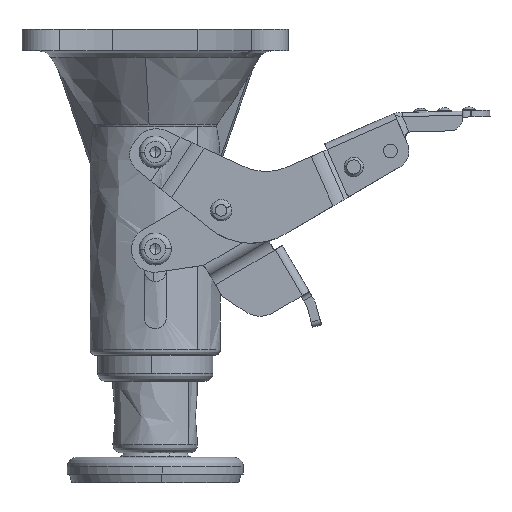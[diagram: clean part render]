
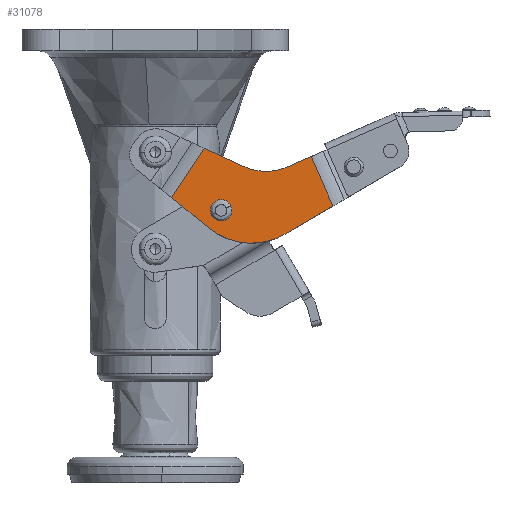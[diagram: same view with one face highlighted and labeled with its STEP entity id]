
A CAD part, front view. The second image highlights one B-rep face of the part: STEP entity #31078.
In plain terms, the highlighted free-form (B-spline) face has degree [1, 1] with [2, 2] control points.
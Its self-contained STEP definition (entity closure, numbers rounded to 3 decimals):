
#28629=CARTESIAN_POINT('',(27.328,-30.8,-69.342));
#28630=VERTEX_POINT('',#28629);
#28636=CARTESIAN_POINT('',(24.717,-30.8,-64.864));
#28637=VERTEX_POINT('',#28636);
#28638=CARTESIAN_POINT('',(27.328,-30.8,-69.342));
#28639=CARTESIAN_POINT('',(27.717,-30.8,-68.654));
#28640=CARTESIAN_POINT('',(27.717,-30.8,-67.864));
#28641=CARTESIAN_POINT('',(27.717,-30.8,-64.864));
#28642=CARTESIAN_POINT('',(24.717,-30.8,-64.864));
#28650=(BOUNDED_CURVE()B_SPLINE_CURVE(2,(#28638,#28639,#28640,#28641,#28642),.UNSPECIFIED.,.F.,.U.)B_SPLINE_CURVE_WITH_KNOTS((3,2,3),(0.166,0.25,0.5),.UNSPECIFIED.)CURVE()GEOMETRIC_REPRESENTATION_ITEM()RATIONAL_B_SPLINE_CURVE((0.869,0.902,1.0,0.707,1.0))REPRESENTATION_ITEM(''));
#28651=EDGE_CURVE('',#28630,#28637,#28650,.T.);
#28653=CARTESIAN_POINT('',(22.106,-30.8,-66.387));
#28654=VERTEX_POINT('',#28653);
#28655=CARTESIAN_POINT('',(24.717,-30.8,-64.864));
#28656=CARTESIAN_POINT('',(22.968,-30.8,-64.864));
#28657=CARTESIAN_POINT('',(22.106,-30.8,-66.387));
#28665=(BOUNDED_CURVE()B_SPLINE_CURVE(2,(#28655,#28656,#28657),.UNSPECIFIED.,.F.,.U.)B_SPLINE_CURVE_WITH_KNOTS((3,3),(0.5,0.666),.UNSPECIFIED.)CURVE()GEOMETRIC_REPRESENTATION_ITEM()RATIONAL_B_SPLINE_CURVE((1.0,0.805,0.869))REPRESENTATION_ITEM(''));
#28666=EDGE_CURVE('',#28637,#28654,#28665,.T.);
#28700=CARTESIAN_POINT('',(24.717,-30.8,-70.864));
#28701=VERTEX_POINT('',#28700);
#28702=CARTESIAN_POINT('',(22.106,-30.8,-66.387));
#28703=CARTESIAN_POINT('',(21.717,-30.8,-67.075));
#28704=CARTESIAN_POINT('',(21.717,-30.8,-67.864));
#28705=CARTESIAN_POINT('',(21.717,-30.8,-70.864));
#28706=CARTESIAN_POINT('',(24.717,-30.8,-70.864));
#28714=(BOUNDED_CURVE()B_SPLINE_CURVE(2,(#28702,#28703,#28704,#28705,#28706),.UNSPECIFIED.,.F.,.U.)B_SPLINE_CURVE_WITH_KNOTS((3,2,3),(0.666,0.75,1.0),.UNSPECIFIED.)CURVE()GEOMETRIC_REPRESENTATION_ITEM()RATIONAL_B_SPLINE_CURVE((0.869,0.902,1.0,0.707,1.0))REPRESENTATION_ITEM(''));
#28715=EDGE_CURVE('',#28654,#28701,#28714,.T.);
#28717=CARTESIAN_POINT('',(24.717,-30.8,-70.864));
#28718=CARTESIAN_POINT('',(26.467,-30.8,-70.864));
#28719=CARTESIAN_POINT('',(27.328,-30.8,-69.342));
#28727=(BOUNDED_CURVE()B_SPLINE_CURVE(2,(#28717,#28718,#28719),.UNSPECIFIED.,.F.,.U.)B_SPLINE_CURVE_WITH_KNOTS((3,3),(0.0,0.166),.UNSPECIFIED.)CURVE()GEOMETRIC_REPRESENTATION_ITEM()RATIONAL_B_SPLINE_CURVE((1.0,0.805,0.869))REPRESENTATION_ITEM(''));
#28728=EDGE_CURVE('',#28701,#28630,#28727,.T.);
#29436=CARTESIAN_POINT('',(20.322,-30.8,-74.621));
#29437=VERTEX_POINT('',#29436);
#29443=CARTESIAN_POINT('',(6.107,-30.8,-63.102));
#29444=VERTEX_POINT('',#29443);
#29445=CARTESIAN_POINT('',(20.322,-30.8,-74.621));
#29446=CARTESIAN_POINT('',(6.107,-30.8,-63.102));
#29447=QUASI_UNIFORM_CURVE('',1,(#29445,#29446),.UNSPECIFIED.,.F.,.U.);
#29448=EDGE_CURVE('',#29437,#29444,#29447,.T.);
#29651=CARTESIAN_POINT('',(48.673,-30.8,-76.783));
#29652=VERTEX_POINT('',#29651);
#29658=CARTESIAN_POINT('',(20.322,-30.8,-74.621));
#29659=CARTESIAN_POINT('',(33.75,-30.8,-85.503));
#29660=CARTESIAN_POINT('',(48.673,-30.8,-76.783));
#29668=(BOUNDED_CURVE()B_SPLINE_CURVE(2,(#29658,#29659,#29660),.UNSPECIFIED.,.F.,.U.)CURVE()GEOMETRIC_REPRESENTATION_ITEM()QUASI_UNIFORM_CURVE()RATIONAL_B_SPLINE_CURVE((1.0,0.823,1.0))REPRESENTATION_ITEM(''));
#29669=EDGE_CURVE('',#29437,#29652,#29668,.T.);
#30901=CARTESIAN_POINT('',(18.326,-30.8,-44.592));
#30902=VERTEX_POINT('',#30901);
#30918=CARTESIAN_POINT('',(18.326,-30.8,-44.592));
#30919=CARTESIAN_POINT('',(6.107,-30.8,-63.102));
#30920=QUASI_UNIFORM_CURVE('',1,(#30918,#30919),.UNSPECIFIED.,.F.,.U.);
#30921=EDGE_CURVE('',#30902,#29444,#30920,.T.);
#30940=CARTESIAN_POINT('',(66.622,-30.8,-66.296));
#30941=VERTEX_POINT('',#30940);
#30956=CARTESIAN_POINT('',(58.472,-30.8,-47.688));
#30957=VERTEX_POINT('',#30956);
#30971=CARTESIAN_POINT('',(66.622,-30.8,-66.296));
#30972=CARTESIAN_POINT('',(58.472,-30.8,-47.688));
#30973=QUASI_UNIFORM_CURVE('',1,(#30971,#30972),.UNSPECIFIED.,.F.,.U.);
#30974=EDGE_CURVE('',#30941,#30957,#30973,.T.);
#31029=CARTESIAN_POINT('',(3.084,-30.8,-81.976));
#31030=CARTESIAN_POINT('',(69.644,-30.8,-81.976));
#31031=CARTESIAN_POINT('',(3.084,-30.8,-42.813));
#31032=CARTESIAN_POINT('',(69.644,-30.8,-42.813));
#31033=B_SPLINE_SURFACE_WITH_KNOTS('',1,1,((#31029,#31031),(#31030,#31032)),.UNSPECIFIED.,.F.,.F.,.U.,(2,2),(2,2),(0.0,66.56),(0.0,39.163),.UNSPECIFIED.);
#31034=CARTESIAN_POINT('',(33.189,-30.8,-51.433));
#31035=VERTEX_POINT('',#31034);
#31036=CARTESIAN_POINT('',(18.326,-30.8,-44.592));
#31037=CARTESIAN_POINT('',(33.189,-30.8,-51.433));
#31038=QUASI_UNIFORM_CURVE('',1,(#31036,#31037),.UNSPECIFIED.,.F.,.U.);
#31039=EDGE_CURVE('',#30902,#31035,#31038,.T.);
#31040=ORIENTED_EDGE('',*,*,#31039,.F.);
#31041=ORIENTED_EDGE('',*,*,#30921,.T.);
#31042=ORIENTED_EDGE('',*,*,#29448,.F.);
#31043=ORIENTED_EDGE('',*,*,#29669,.T.);
#31044=CARTESIAN_POINT('',(66.622,-30.8,-66.296));
#31045=CARTESIAN_POINT('',(48.673,-30.8,-76.783));
#31046=QUASI_UNIFORM_CURVE('',1,(#31044,#31045),.UNSPECIFIED.,.F.,.U.);
#31047=EDGE_CURVE('',#30941,#29652,#31046,.T.);
#31048=ORIENTED_EDGE('',*,*,#31047,.F.);
#31049=ORIENTED_EDGE('',*,*,#30974,.T.);
#31050=CARTESIAN_POINT('',(49.575,-30.8,-51.585));
#31051=VERTEX_POINT('',#31050);
#31052=CARTESIAN_POINT('',(49.575,-30.8,-51.585));
#31053=CARTESIAN_POINT('',(58.472,-30.8,-47.688));
#31054=QUASI_UNIFORM_CURVE('',1,(#31052,#31053),.UNSPECIFIED.,.F.,.U.);
#31055=EDGE_CURVE('',#31051,#30957,#31054,.T.);
#31056=ORIENTED_EDGE('',*,*,#31055,.F.);
#31057=CARTESIAN_POINT('',(33.189,-30.8,-51.433));
#31058=CARTESIAN_POINT('',(41.348,-30.8,-55.188));
#31059=CARTESIAN_POINT('',(49.575,-30.8,-51.585));
#31067=(BOUNDED_CURVE()B_SPLINE_CURVE(2,(#31057,#31058,#31059),.UNSPECIFIED.,.F.,.U.)CURVE()GEOMETRIC_REPRESENTATION_ITEM()QUASI_UNIFORM_CURVE()RATIONAL_B_SPLINE_CURVE((1.0,0.912,1.0))REPRESENTATION_ITEM(''));
#31068=EDGE_CURVE('',#31035,#31051,#31067,.T.);
#31069=ORIENTED_EDGE('',*,*,#31068,.F.);
#31070=EDGE_LOOP('',(#31040,#31041,#31042,#31043,#31048,#31049,#31056,#31069));
#31071=FACE_OUTER_BOUND('',#31070,.T.);
#31072=ORIENTED_EDGE('',*,*,#28666,.F.);
#31073=ORIENTED_EDGE('',*,*,#28651,.F.);
#31074=ORIENTED_EDGE('',*,*,#28728,.F.);
#31075=ORIENTED_EDGE('',*,*,#28715,.F.);
#31076=EDGE_LOOP('',(#31072,#31073,#31074,#31075));
#31077=FACE_BOUND('',#31076,.T.);
#31078=ADVANCED_FACE('',(#31071,#31077),#31033,.T.);
